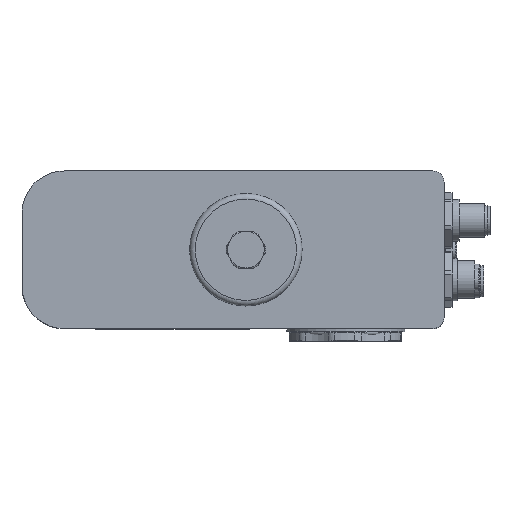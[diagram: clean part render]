
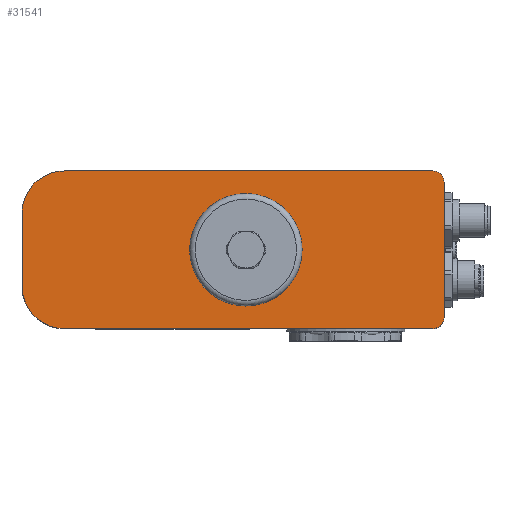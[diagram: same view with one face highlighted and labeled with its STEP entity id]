
A CAD part, top view. The second image highlights one B-rep face of the part: STEP entity #31541.
In plain terms, the highlighted face is planar.
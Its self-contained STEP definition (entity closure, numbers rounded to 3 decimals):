
#1490=FACE_BOUND('',#5710,.T.);
#2127=PLANE('',#33986);
#3553=FACE_OUTER_BOUND('',#5709,.T.);
#5709=EDGE_LOOP('',(#23701,#23702,#23703,#23704,#23705,#23706,#23707,#23708));
#5710=EDGE_LOOP('',(#23709));
#7902=LINE('',#49744,#10518);
#7906=LINE('',#49756,#10522);
#7910=LINE('',#49768,#10526);
#7913=LINE('',#49777,#10529);
#10518=VECTOR('',#38352,131.);
#10522=VECTOR('',#38364,48.);
#10526=VECTOR('',#38376,131.);
#10529=VECTOR('',#38387,26.);
#13245=CIRCLE('',#33951,14.188);
#13255=CIRCLE('',#33971,15.);
#13257=CIRCLE('',#33975,4.);
#13259=CIRCLE('',#33979,4.);
#13261=CIRCLE('',#33983,15.);
#14782=VERTEX_POINT('',#49679);
#14801=VERTEX_POINT('',#49734);
#14802=VERTEX_POINT('',#49736);
#14804=VERTEX_POINT('',#49742);
#14806=VERTEX_POINT('',#49748);
#14808=VERTEX_POINT('',#49754);
#14810=VERTEX_POINT('',#49760);
#14812=VERTEX_POINT('',#49766);
#14814=VERTEX_POINT('',#49772);
#18164=EDGE_CURVE('',#14782,#14782,#13245,.T.);
#18191=EDGE_CURVE('',#14802,#14801,#13255,.T.);
#18195=EDGE_CURVE('',#14801,#14804,#7902,.T.);
#18198=EDGE_CURVE('',#14804,#14806,#13257,.T.);
#18201=EDGE_CURVE('',#14806,#14808,#7906,.T.);
#18204=EDGE_CURVE('',#14808,#14810,#13259,.T.);
#18207=EDGE_CURVE('',#14810,#14812,#7910,.T.);
#18210=EDGE_CURVE('',#14812,#14814,#13261,.T.);
#18212=EDGE_CURVE('',#14814,#14802,#7913,.T.);
#23701=ORIENTED_EDGE('',*,*,#18212,.T.);
#23702=ORIENTED_EDGE('',*,*,#18191,.T.);
#23703=ORIENTED_EDGE('',*,*,#18195,.T.);
#23704=ORIENTED_EDGE('',*,*,#18198,.T.);
#23705=ORIENTED_EDGE('',*,*,#18201,.T.);
#23706=ORIENTED_EDGE('',*,*,#18204,.T.);
#23707=ORIENTED_EDGE('',*,*,#18207,.T.);
#23708=ORIENTED_EDGE('',*,*,#18210,.T.);
#23709=ORIENTED_EDGE('',*,*,#18164,.T.);
#31541=ADVANCED_FACE('',(#3553,#1490),#2127,.F.);
#33951=AXIS2_PLACEMENT_3D('',#49680,#38288,#38289);
#33971=AXIS2_PLACEMENT_3D('',#49737,#38345,#38346);
#33975=AXIS2_PLACEMENT_3D('',#49750,#38358,#38359);
#33979=AXIS2_PLACEMENT_3D('',#49762,#38370,#38371);
#33983=AXIS2_PLACEMENT_3D('',#49774,#38382,#38383);
#33986=AXIS2_PLACEMENT_3D('',#49779,#38390,#38391);
#38288=DIRECTION('center_axis',(0.,0.,1.));
#38289=DIRECTION('ref_axis',(-1.,0.,0.));
#38345=DIRECTION('center_axis',(0.,0.,-1.));
#38346=DIRECTION('ref_axis',(-1.,0.,0.));
#38352=DIRECTION('',(0.,-1.,0.));
#38358=DIRECTION('center_axis',(0.,0.,-1.));
#38359=DIRECTION('ref_axis',(0.,1.,0.));
#38364=DIRECTION('',(-1.,0.,0.));
#38370=DIRECTION('center_axis',(0.,0.,-1.));
#38371=DIRECTION('ref_axis',(1.,0.,0.));
#38376=DIRECTION('',(0.,1.,0.));
#38382=DIRECTION('center_axis',(0.,0.,-1.));
#38383=DIRECTION('ref_axis',(0.,-1.,0.));
#38387=DIRECTION('',(1.,0.,0.));
#38390=DIRECTION('center_axis',(0.,0.,1.));
#38391=DIRECTION('ref_axis',(1.,0.,0.));
#49679=CARTESIAN_POINT('',(13.812,70.44,0.));
#49680=CARTESIAN_POINT('Origin',(28.,70.44,0.));
#49734=CARTESIAN_POINT('',(56.,135.,0.));
#49736=CARTESIAN_POINT('',(41.,150.,0.));
#49737=CARTESIAN_POINT('Origin',(41.,135.,0.));
#49742=CARTESIAN_POINT('',(56.,4.,0.));
#49744=CARTESIAN_POINT('',(56.,135.,0.));
#49748=CARTESIAN_POINT('',(52.,0.,0.));
#49750=CARTESIAN_POINT('Origin',(52.,4.,0.));
#49754=CARTESIAN_POINT('',(4.,0.,0.));
#49756=CARTESIAN_POINT('',(52.,0.,0.));
#49760=CARTESIAN_POINT('',(0.,4.,0.));
#49762=CARTESIAN_POINT('Origin',(4.,4.,0.));
#49766=CARTESIAN_POINT('',(0.,135.,0.));
#49768=CARTESIAN_POINT('',(0.,4.,0.));
#49772=CARTESIAN_POINT('',(15.,150.,0.));
#49774=CARTESIAN_POINT('Origin',(15.,135.,0.));
#49777=CARTESIAN_POINT('',(15.,150.,0.));
#49779=CARTESIAN_POINT('Origin',(28.,73.113,0.));
